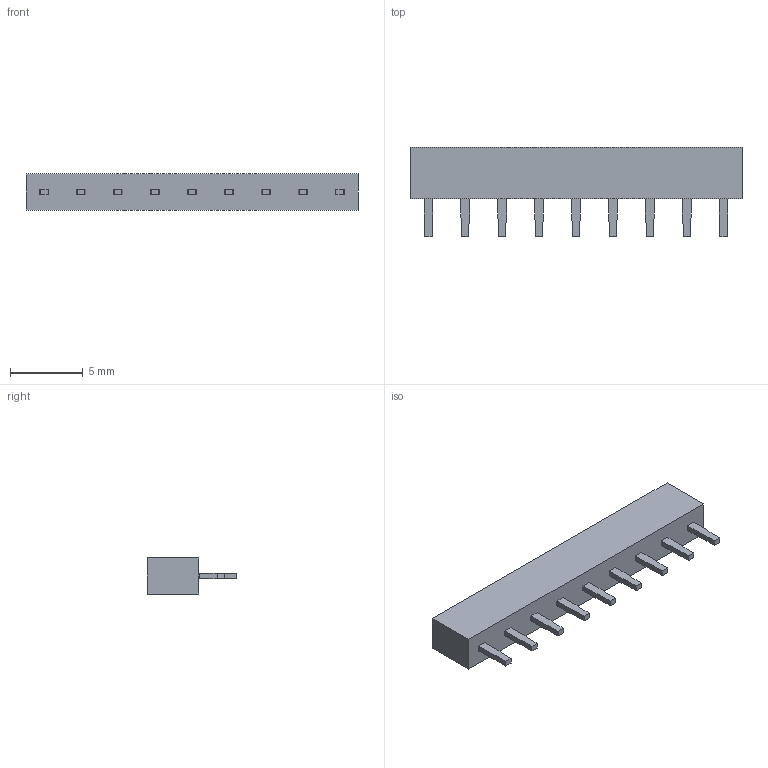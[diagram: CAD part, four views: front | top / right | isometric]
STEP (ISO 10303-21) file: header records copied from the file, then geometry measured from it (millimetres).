
FILE_DESCRIPTION( ('This file contains a STEP AP42 implementation' ,'as created by ZW3D STEP Interface translator.') ,'2;1' );
FILE_NAME( '2135T-1XXSXXCYNX1.stp' ,'23 419.1132 9', (''), ('ZWCAD Software Co.'), 'Version 1.0', 'ZW3D to STEP translator', '' );
FILE_SCHEMA(('AUTOMOTIVE_DESIGN { 1 0 10303 214 1 1 1 1 }'));
Length unit declared in the file: millimetre
Products named in the file (2): 0; 2135T-120SXXCYNX1
Bounding box: 22.86 x 6.15 x 2.5 mm (x, y, z)
Volume: 188.7 mm3; surface area: 559.2 mm2
Topology: 1 solids, 1 shells, 555 faces, 1708 edges, 1128 vertices
Faces by surface type: plane 420, cylinder 108, bspline 27
Entity records: 25070 total; most frequent: CARTESIAN_POINT 12309, ORIENTED_EDGE 3416, EDGE_CURVE 1708, B_SPLINE_CURVE_WITH_KNOTS 1544, DIRECTION 1222, VERTEX_POINT 1128, EDGE_LOOP 600, FACE_OUTER_BOUND 555
